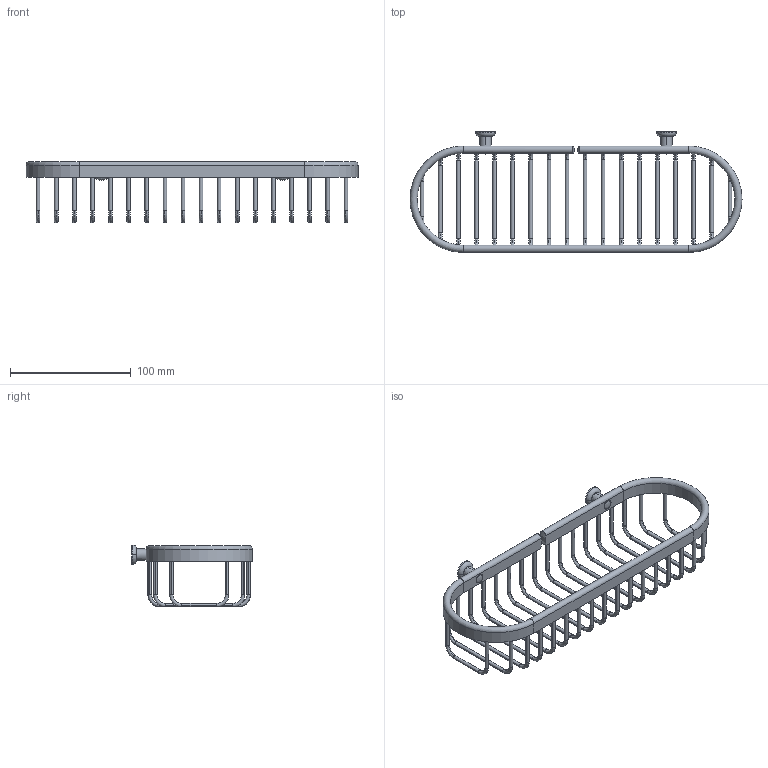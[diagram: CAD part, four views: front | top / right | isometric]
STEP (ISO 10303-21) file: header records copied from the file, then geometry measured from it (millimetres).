
FILE_DESCRIPTION((''),'2;1');
FILE_NAME('502_WEB','2010-09-28T',('project'),(''),'PRO/ENGINEER BY PARAMETRIC TECHNOLOGY CORPORATION, 2009300','PRO/ENGINEER BY PARAMETRIC TECHNOLOGY CORPORATION, 2009300','');
FILE_SCHEMA(('CONFIG_CONTROL_DESIGN'));
Length unit declared in the file: inch
Products named in the file (1): 502_WEB
Bounding box: 275.09 x 100.18 x 51.31 mm (x, y, z)
Surface area: 48364.2 mm2 (no closed solid volume)
Topology: 0 solids, 1 shells, 260 faces, 720 edges, 474 vertices
Faces by surface type: cylinder 151, torus 78, plane 23, cone 4, bspline 2, sphere 2
Entity records: 8806 total; most frequent: DIRECTION 1770, CARTESIAN_POINT 1528, ORIENTED_EDGE 1436, AXIS2_PLACEMENT_3D 798, EDGE_CURVE 720, CIRCLE 540, VERTEX_POINT 474, EDGE_LOOP 310
